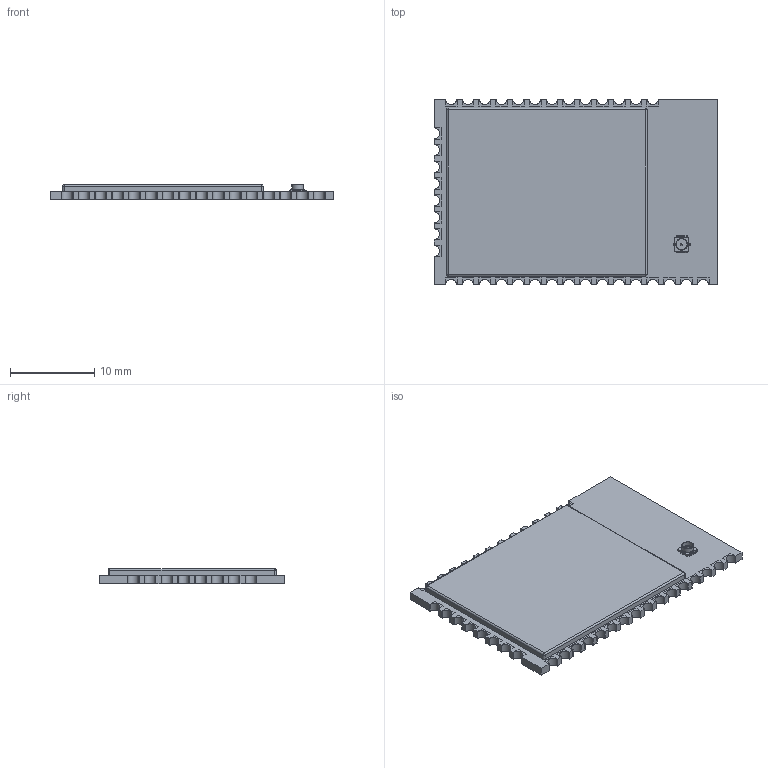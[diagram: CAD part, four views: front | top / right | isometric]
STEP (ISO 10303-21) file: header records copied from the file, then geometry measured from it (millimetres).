
FILE_DESCRIPTION(/* description */ (''),/* implementation_level */ '2;1');
FILE_NAME(/* name */ 'Xbee SX v3.step',/* time_stamp */ '2019-07-19T20:53:42-03:00',/* author */ (''),/* organization */ (''),/* preprocessor_version */ 'ST-DEVELOPER v18',/* originating_system */ 'Autodesk Translation Framework v8.2.0.1029',/* authorisation */ '');
FILE_SCHEMA (('AUTOMOTIVE_DESIGN { 1 0 10303 214 3 1 1 }'));
Length unit declared in the file: millimetre
Products named in the file (1): Xbee SX
Bounding box: 33.78 x 22.1 x 1.85 mm (x, y, z)
Volume: 1103.7 mm3; surface area: 2936.8 mm2
Topology: 40 solids, 40 shells, 654 faces, 1547 edges, 976 vertices
Faces by surface type: plane 526, cylinder 122, sphere 4, cone 1, bspline 1
Full cylindrical faces by diameter (mm): 0.3 x1, 1.28 x1, 1.4 x1
Entity records: 18474 total; most frequent: CARTESIAN_POINT 3204, DIRECTION 3102, ORIENTED_EDGE 3094, EDGE_CURVE 1547, LINE 1300, VECTOR 1300, VERTEX_POINT 976, AXIS2_PLACEMENT_3D 901
